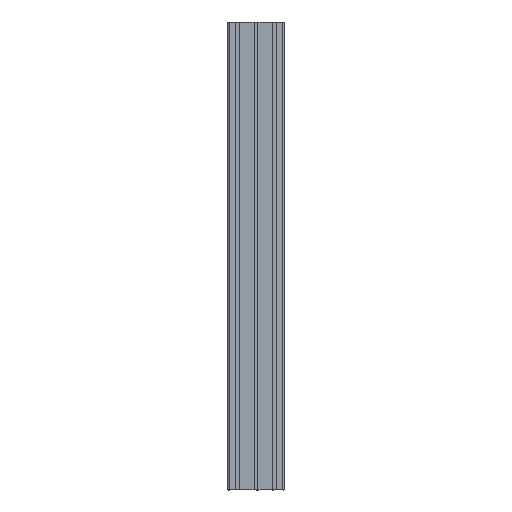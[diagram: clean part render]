
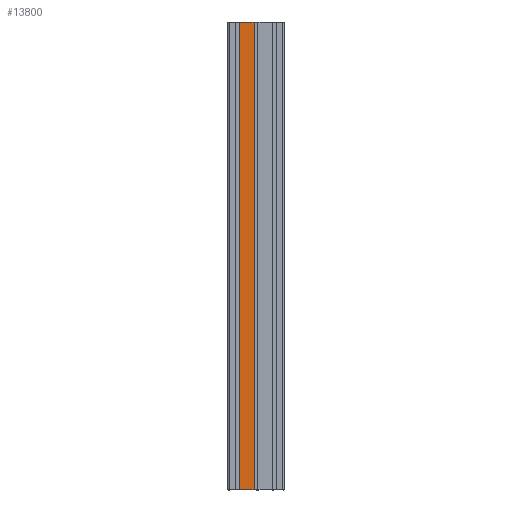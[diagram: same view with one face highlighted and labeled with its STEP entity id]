
A CAD part, front view. The second image highlights one B-rep face of the part: STEP entity #13800.
In plain terms, the highlighted planar face has unit normal (0, -1, 0).
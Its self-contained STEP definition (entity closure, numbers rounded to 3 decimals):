
#7080=ORIENTED_EDGE('',*,*,#9963,.T.);
#7081=ORIENTED_EDGE('',*,*,#9964,.F.);
#7082=ORIENTED_EDGE('',*,*,#9960,.F.);
#7083=ORIENTED_EDGE('',*,*,#9965,.T.);
#8262=VECTOR('',#11368,1.);
#8265=VECTOR('',#11373,1.);
#8266=VECTOR('',#11374,1.);
#8267=VECTOR('',#11375,1.);
#8888=LINE('',#12612,#8262);
#8891=LINE('',#12618,#8265);
#8892=LINE('',#12619,#8266);
#8893=LINE('',#12620,#8267);
#9404=VERTEX_POINT('',#12610);
#9405=VERTEX_POINT('',#12611);
#9406=VERTEX_POINT('',#12616);
#9407=VERTEX_POINT('',#12617);
#9960=EDGE_CURVE('',#9404,#9405,#8888,.T.);
#9963=EDGE_CURVE('',#9406,#9407,#8891,.T.);
#9964=EDGE_CURVE('',#9405,#9407,#8892,.T.);
#9965=EDGE_CURVE('',#9404,#9406,#8893,.T.);
#10380=EDGE_LOOP('',(#7080,#7081,#7082,#7083));
#10636=FACE_BOUND('',#10380,.T.);
#11368=DIRECTION('',(-1000.,0.,0.));
#11371=DIRECTION('',(0.,-1.,0.));
#11372=DIRECTION('',(-1.,0.,0.));
#11373=DIRECTION('',(-1000.,0.,0.));
#11374=DIRECTION('',(0.,0.,31.8));
#11375=DIRECTION('',(0.,0.,31.8));
#12610=CARTESIAN_POINT('',(1000.,-40.,-35.9));
#12611=CARTESIAN_POINT('',(0.,-40.,-35.9));
#12612=CARTESIAN_POINT('',(1000.,-40.,-35.9));
#12615=CARTESIAN_POINT('',(1000.,-40.,-4.1));
#12616=CARTESIAN_POINT('',(1000.,-40.,-4.1));
#12617=CARTESIAN_POINT('',(0.,-40.,-4.1));
#12618=CARTESIAN_POINT('',(1000.,-40.,-4.1));
#12619=CARTESIAN_POINT('',(0.,-40.,-35.9));
#12620=CARTESIAN_POINT('',(1000.,-40.,-35.9));
#13346=AXIS2_PLACEMENT_3D('',#12615,#11371,#11372);
#13589=PLANE('',#13346);
#13800=ADVANCED_FACE('',(#10636),#13589,.T.);
